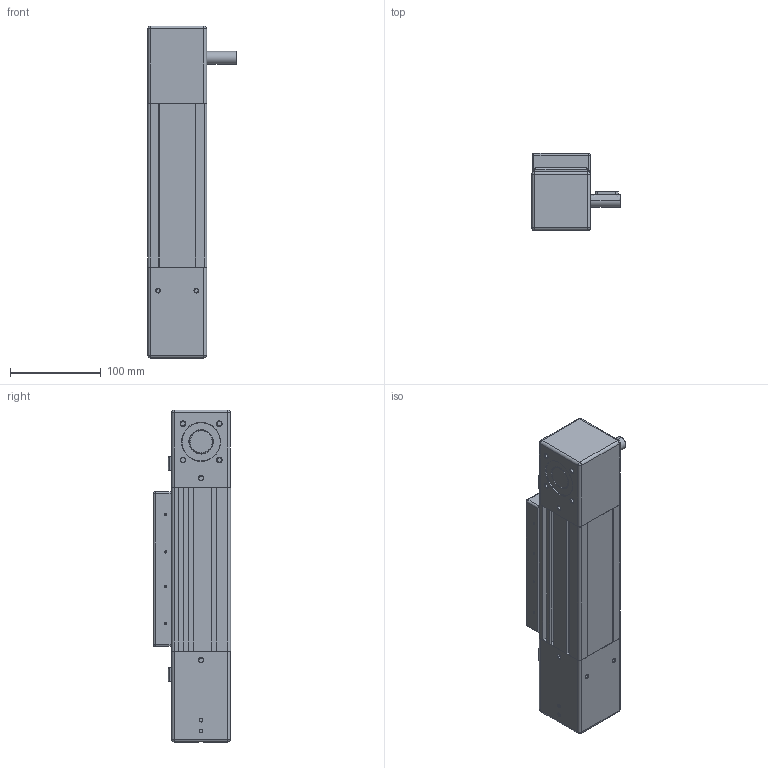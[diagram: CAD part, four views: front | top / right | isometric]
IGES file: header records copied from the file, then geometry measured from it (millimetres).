
Global section: file name: No Iges File Name specified; native system: Autodesk Inventor 2011; preprocessor: AutoDesk Inventor Iges Exporter R2011; author: user; date: 20101216.092749; units: millimetre
Bounding box: 97.5 x 85 x 365 mm (x, y, z)
Volume: 1588998.3 mm3; surface area: 215837.8 mm2
Topology: 4 solids, 17 shells, 954 faces, 2340 edges, 1430 vertices
Faces by surface type: plane 452, revolution 220, bspline 159, cylinder 71, torus 20, cone 20, sphere 12
